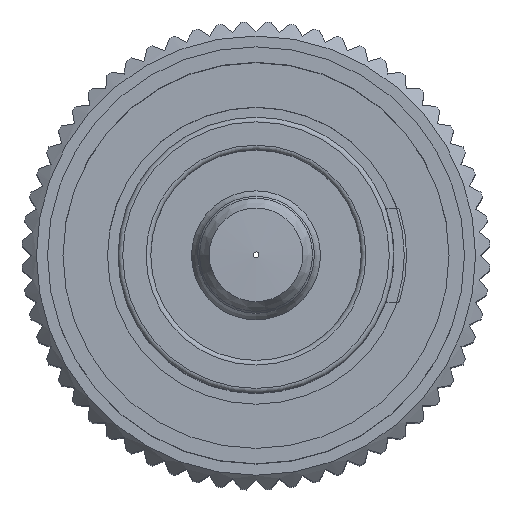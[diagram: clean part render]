
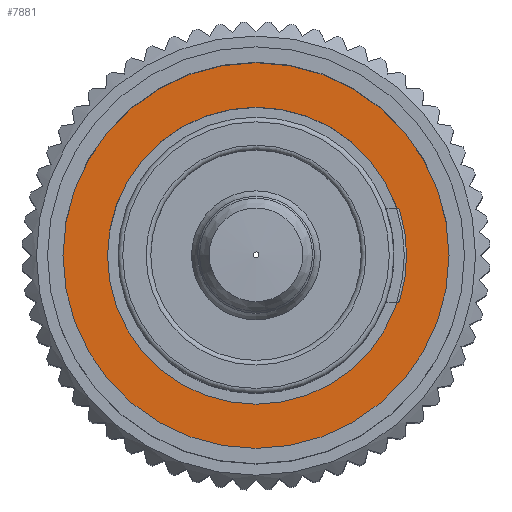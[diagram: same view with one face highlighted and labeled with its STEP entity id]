
A CAD part, top view. The second image highlights one B-rep face of the part: STEP entity #7881.
In plain terms, the highlighted planar face has unit normal (0, 0, 1).
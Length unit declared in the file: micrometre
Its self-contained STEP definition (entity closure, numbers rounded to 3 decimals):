
#418=PLANE('',#8514);
#712=FACE_BOUND('',#2339,.T.);
#1902=FACE_OUTER_BOUND('',#2338,.T.);
#2338=EDGE_LOOP('',(#6060));
#2339=EDGE_LOOP('',(#6061));
#2923=CIRCLE('',#8439,4127.5);
#2926=CIRCLE('',#8443,3175.);
#3596=VERTEX_POINT('',#12618);
#3599=VERTEX_POINT('',#12626);
#4458=EDGE_CURVE('',#3596,#3596,#2923,.T.);
#4463=EDGE_CURVE('',#3599,#3599,#2926,.T.);
#6060=ORIENTED_EDGE('',*,*,#4458,.T.);
#6061=ORIENTED_EDGE('',*,*,#4463,.F.);
#7881=ADVANCED_FACE('',(#1902,#712),#418,.F.);
#8439=AXIS2_PLACEMENT_3D('',#12619,#9553,#9554);
#8443=AXIS2_PLACEMENT_3D('',#12628,#9563,#9564);
#8514=AXIS2_PLACEMENT_3D('',#12825,#9827,#9828);
#9553=DIRECTION('center_axis',(0.,0.,1.));
#9554=DIRECTION('ref_axis',(0.,1.,0.));
#9563=DIRECTION('center_axis',(0.,0.,1.));
#9564=DIRECTION('ref_axis',(0.,1.,0.));
#9827=DIRECTION('center_axis',(0.,0.,-1.));
#9828=DIRECTION('ref_axis',(0.,-1.,0.));
#12618=CARTESIAN_POINT('',(0.,-4127.5,-125.));
#12619=CARTESIAN_POINT('Origin',(0.,0.,-125.));
#12626=CARTESIAN_POINT('',(0.,-3175.,-125.));
#12628=CARTESIAN_POINT('Origin',(0.,0.,-125.));
#12825=CARTESIAN_POINT('Origin',(-3175.,0.,-125.));
